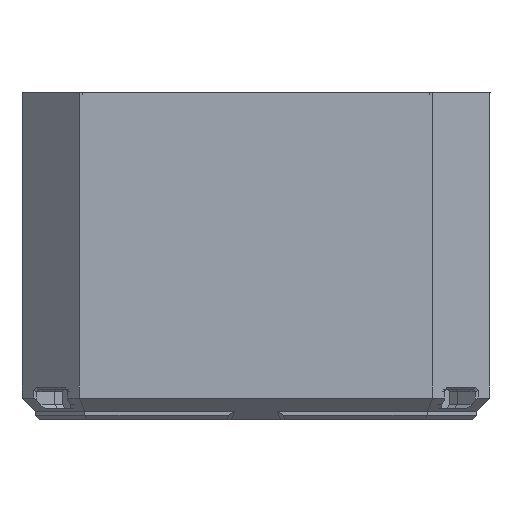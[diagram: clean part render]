
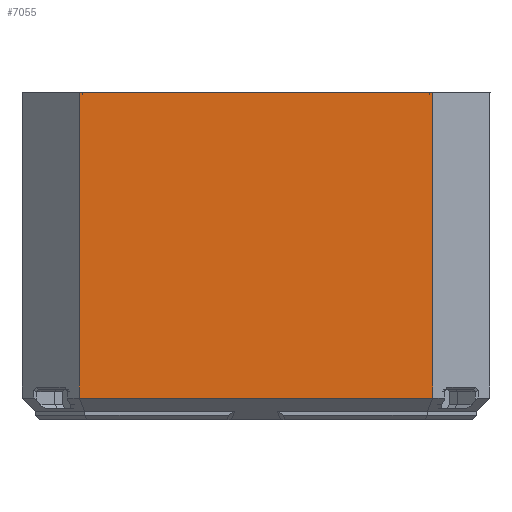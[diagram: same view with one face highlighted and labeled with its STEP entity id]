
A CAD part, left-side view. The second image highlights one B-rep face of the part: STEP entity #7055.
In plain terms, the highlighted planar face has unit normal (-1, 0, 0).
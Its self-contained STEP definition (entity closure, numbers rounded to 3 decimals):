
#21=FACE_OUTER_BOUND('',#424,.T.);
#424=EDGE_LOOP('',(#4587,#4588,#4589,#4590));
#839=LINE('',#9727,#1875);
#840=LINE('',#9729,#1876);
#841=LINE('',#9731,#1877);
#842=LINE('',#9732,#1878);
#1875=VECTOR('',#7876,10.);
#1876=VECTOR('',#7877,10.);
#1877=VECTOR('',#7878,10.);
#1878=VECTOR('',#7879,10.);
#2911=VERTEX_POINT('',#9725);
#2912=VERTEX_POINT('',#9726);
#2913=VERTEX_POINT('',#9728);
#2914=VERTEX_POINT('',#9730);
#3551=EDGE_CURVE('',#2911,#2912,#839,.T.);
#3552=EDGE_CURVE('',#2913,#2912,#840,.T.);
#3553=EDGE_CURVE('',#2913,#2914,#841,.T.);
#3554=EDGE_CURVE('',#2911,#2914,#842,.T.);
#4587=ORIENTED_EDGE('',*,*,#3551,.T.);
#4588=ORIENTED_EDGE('',*,*,#3552,.F.);
#4589=ORIENTED_EDGE('',*,*,#3553,.T.);
#4590=ORIENTED_EDGE('',*,*,#3554,.F.);
#6652=PLANE('',#7460);
#7055=ADVANCED_FACE('',(#21),#6652,.T.);
#7460=AXIS2_PLACEMENT_3D('',#9724,#7874,#7875);
#7874=DIRECTION('center_axis',(-1.,0.,0.));
#7875=DIRECTION('ref_axis',(0.,-1.,0.));
#7876=DIRECTION('',(0.,0.,-1.));
#7877=DIRECTION('',(0.,1.,0.));
#7878=DIRECTION('',(0.,0.,1.));
#7879=DIRECTION('',(0.,-1.,0.));
#9724=CARTESIAN_POINT('Origin',(-21.5,16.228,4.2));
#9725=CARTESIAN_POINT('',(-21.5,16.228,30.1));
#9726=CARTESIAN_POINT('',(-21.5,16.228,2.));
#9727=CARTESIAN_POINT('',(-21.5,16.228,4.2));
#9728=CARTESIAN_POINT('',(-21.5,-16.228,2.));
#9729=CARTESIAN_POINT('',(-21.5,-16.228,2.));
#9730=CARTESIAN_POINT('',(-21.5,-16.228,30.1));
#9731=CARTESIAN_POINT('',(-21.5,-16.228,4.2));
#9732=CARTESIAN_POINT('',(-21.5,-16.228,30.1));
